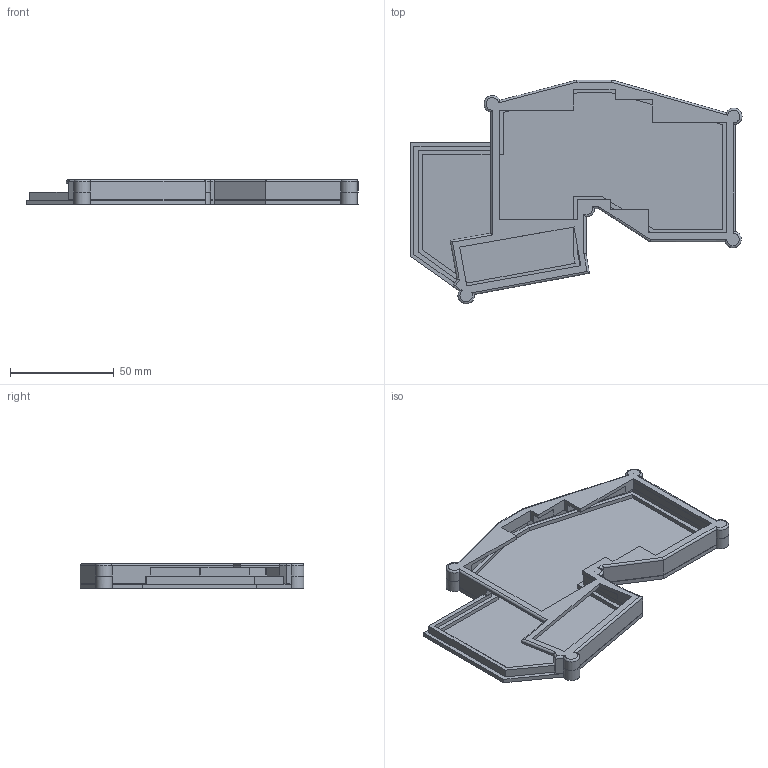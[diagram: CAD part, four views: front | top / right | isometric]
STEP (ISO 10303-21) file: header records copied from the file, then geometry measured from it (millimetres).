
FILE_DESCRIPTION(/* description */ (''),/* implementation_level */ '2;1');
FILE_NAME(/* name */ 'case-proto3b v1.step',/* time_stamp */ '2024-05-19T14:59:37-04:00',/* author */ (''),/* organization */ (''),/* preprocessor_version */ 'ST-DEVELOPER v20',/* originating_system */ 'Autodesk Translation Framework v13.14.0.145',/* authorisation */ '');
FILE_SCHEMA (('AUTOMOTIVE_DESIGN { 1 0 10303 214 3 1 1 }'));
Length unit declared in the file: millimetre
Products named in the file (3): case-proto3b; BasePlate; Top
Assembly tree (2 placements, depth 2):
  case-proto3b
    BasePlate
    Top
Bounding box: 160.29 x 108.01 x 12 mm (x, y, z)
Volume: 44638.4 mm3; surface area: 42275.2 mm2
Topology: 2 solids, 2 shells, 211 faces, 576 edges, 369 vertices
Faces by surface type: plane 146, cylinder 45, cone 15, torus 5
Full cylindrical faces by diameter (mm): 2.4 x5, 3 x5
Entity records: 6784 total; most frequent: CARTESIAN_POINT 1286, ORIENTED_EDGE 1142, DIRECTION 1088, EDGE_CURVE 571, LINE 466, VECTOR 466, VERTEX_POINT 369, AXIS2_PLACEMENT_3D 311
